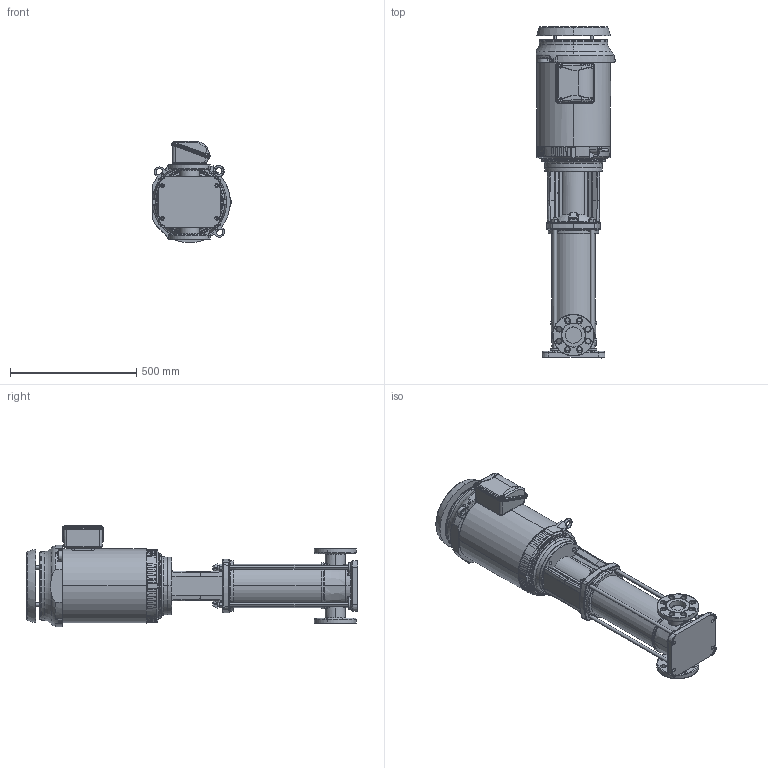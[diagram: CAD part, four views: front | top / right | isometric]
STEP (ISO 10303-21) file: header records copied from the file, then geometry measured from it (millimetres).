
FILE_DESCRIPTION (( 'STEP AP203' ), '1' );
FILE_NAME ('3303077 - MVI-75-8-15 HP-254TC-304-E-208-230_460~3.step', '2022-03-30T17:03:39', ( '' ), ( '' ), 'SwSTEP 2.0', 'SolidWorks 2021', '' );
FILE_SCHEMA (( 'CONFIG_CONTROL_DESIGN' ));
Length unit declared in the file: inch
Products named in the file (5): sbi_n_15-8_flange(NEMA); 3303077 - MVI-75-8-15 HP-254TC-304-E-208-230_460~3; MVI PEO - [304-EPDM]_3304077 - MVI-75-8-15 HP-254TC-304-E-S; 2700100 - NEMA V2 15 HP 254_6TC 208-230_460~3 TEFC; TEFC MOTOR_2700100 - NEMA V2 15 HP 254_6TC 208-230_460~3 TEFC
Assembly tree (4 placements, depth 3):
  3303077 - MVI-75-8-15 HP-254TC-304-E-208-230_460~3
    MVI PEO - [304-EPDM]_3304077 - MVI-75-8-15 HP-254TC-304-E-S
      sbi_n_15-8_flange(NEMA)
    TEFC MOTOR_2700100 - NEMA V2 15 HP 254_6TC 208-230_460~3 TEFC
      2700100 - NEMA V2 15 HP 254_6TC 208-230_460~3 TEFC
Bounding box: 315.14 x 1312.92 x 400.99 mm (x, y, z)
Volume: 55547905.6 mm3; surface area: 1920575.3 mm2
Topology: 4 solids, 26 shells, 6051 faces, 15953 edges, 10422 vertices
Faces by surface type: plane 2878, cylinder 2261, bspline 472, cone 316, torus 121, sphere 3
Entity records: 240327 total; most frequent: CARTESIAN_POINT 92051, ORIENTED_EDGE 31846, DIRECTION 29590, EDGE_CURVE 15923, AXIS2_PLACEMENT_3D 10472, VERTEX_POINT 10422, LINE 8646, VECTOR 8646
